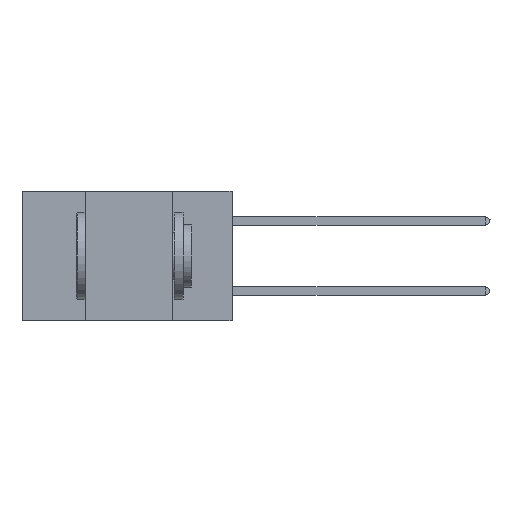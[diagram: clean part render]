
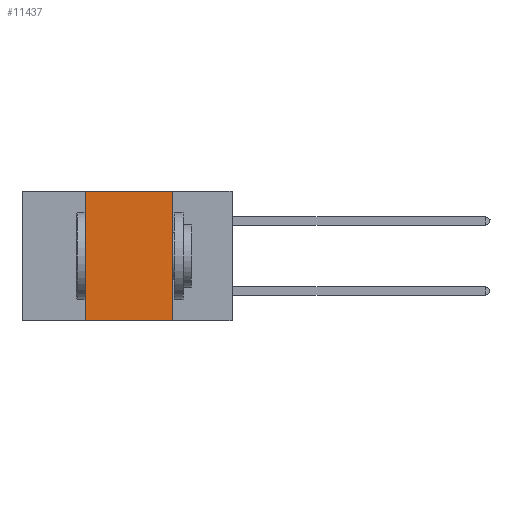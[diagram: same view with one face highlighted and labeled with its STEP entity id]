
A CAD part, left-side view. The second image highlights one B-rep face of the part: STEP entity #11437.
In plain terms, the highlighted planar face has unit normal (-1, 0, 0).
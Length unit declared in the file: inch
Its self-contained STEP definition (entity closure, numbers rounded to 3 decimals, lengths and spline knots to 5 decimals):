
#96 = EDGE_CURVE ( 'NONE', #18927, #18567, #9109, .T. ) ;
#433 = EDGE_CURVE ( 'NONE', #7638, #18927, #488, .T. ) ;
#488 = LINE ( 'NONE', #4028, #20251 ) ;
#1055 = VERTEX_POINT ( 'NONE', #3163 ) ;
#1551 = DIRECTION ( 'NONE',  ( 0., 0., 1. ) ) ;
#2012 = PLANE ( 'NONE',  #15539 ) ;
#2193 = EDGE_CURVE ( 'NONE', #1055, #18567, #13366, .T. ) ;
#2262 = ORIENTED_EDGE ( 'NONE', *, *, #16740, .F. ) ;
#3028 = CARTESIAN_POINT ( 'NONE',  ( 0., 0.42, 0. ) ) ;
#3163 = CARTESIAN_POINT ( 'NONE',  ( 0., 0.42, -0.37 ) ) ;
#3229 = LINE ( 'NONE', #20704, #11269 ) ;
#3661 = DIRECTION ( 'NONE',  ( 0., 0., -1. ) ) ;
#4028 = CARTESIAN_POINT ( 'NONE',  ( 0., 0.6, 0. ) ) ;
#4705 = DIRECTION ( 'NONE',  ( 0., -1., 0. ) ) ;
#6032 = ORIENTED_EDGE ( 'NONE', *, *, #433, .F. ) ;
#7226 = DIRECTION ( 'NONE',  ( 0., -1., 0. ) ) ;
#7638 = VERTEX_POINT ( 'NONE', #3028 ) ;
#9039 = VECTOR ( 'NONE', #4705, 39.37008 ) ;
#9109 = LINE ( 'NONE', #20677, #12938 ) ;
#10707 = CARTESIAN_POINT ( 'NONE',  ( 0., 0.17, -0.37 ) ) ;
#10799 = ORIENTED_EDGE ( 'NONE', *, *, #2193, .T. ) ;
#10905 = CARTESIAN_POINT ( 'NONE',  ( 0., 0.6, -0.37 ) ) ;
#11269 = VECTOR ( 'NONE', #1551, 39.37008 ) ;
#11437 = ADVANCED_FACE ( 'NONE', ( #17867 ), #2012, .F. ) ;
#12938 = VECTOR ( 'NONE', #14586, 39.37008 ) ;
#13300 = DIRECTION ( 'NONE',  ( 1., 0., 0. ) ) ;
#13366 = LINE ( 'NONE', #10905, #9039 ) ;
#14586 = DIRECTION ( 'NONE',  ( 0., 0., -1. ) ) ;
#15313 = EDGE_LOOP ( 'NONE', ( #18342, #6032, #2262, #10799 ) ) ;
#15539 = AXIS2_PLACEMENT_3D ( 'NONE', #16414, #13300, #3661 ) ;
#16414 = CARTESIAN_POINT ( 'NONE',  ( 0., 0.6, 0. ) ) ;
#16740 = EDGE_CURVE ( 'NONE', #1055, #7638, #3229, .T. ) ;
#17867 = FACE_OUTER_BOUND ( 'NONE', #15313, .T. ) ;
#18342 = ORIENTED_EDGE ( 'NONE', *, *, #96, .F. ) ;
#18567 = VERTEX_POINT ( 'NONE', #10707 ) ;
#18927 = VERTEX_POINT ( 'NONE', #19535 ) ;
#19535 = CARTESIAN_POINT ( 'NONE',  ( 0., 0.17, 0. ) ) ;
#20251 = VECTOR ( 'NONE', #7226, 39.37008 ) ;
#20677 = CARTESIAN_POINT ( 'NONE',  ( 0., 0.17, 0. ) ) ;
#20704 = CARTESIAN_POINT ( 'NONE',  ( 0., 0.42, 0. ) ) ;
